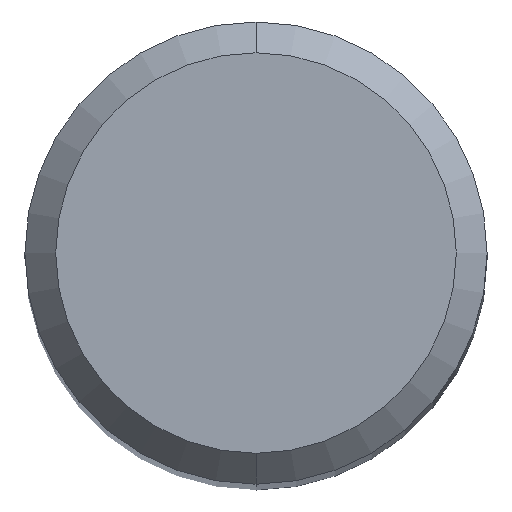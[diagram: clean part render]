
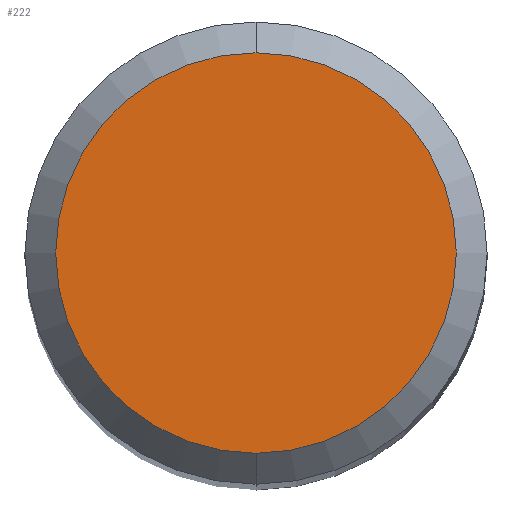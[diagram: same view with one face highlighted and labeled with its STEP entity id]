
A CAD part, top view. The second image highlights one B-rep face of the part: STEP entity #222.
In plain terms, the highlighted planar face has unit normal (0, 0, 1).
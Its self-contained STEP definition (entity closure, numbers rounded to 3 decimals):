
#114=EDGE_CURVE('',#186,#236,#280,.T.);
#186=VERTEX_POINT('',#362);
#206=EDGE_CURVE('',#236,#186,#385,.T.);
#222=ADVANCED_FACE('',(#403),#404,.T.);
#236=VERTEX_POINT('',#419);
#280=CIRCLE('',#461,2.6);
#362=CARTESIAN_POINT('',(0.0,2.6,0.0));
#385=CIRCLE('',#587,2.6);
#403=FACE_OUTER_BOUND('',#611,.T.);
#404=PLANE('',#612);
#419=CARTESIAN_POINT('',(0.,-2.6,0.0));
#461=AXIS2_PLACEMENT_3D('',#668,#669,#670);
#587=AXIS2_PLACEMENT_3D('',#812,#813,#814);
#611=EDGE_LOOP('',(#840,#841));
#612=AXIS2_PLACEMENT_3D('',#842,#843,#844);
#668=CARTESIAN_POINT('',(0.0,0.0,0.0));
#669=DIRECTION('',(0.0,0.0,-1.0));
#670=DIRECTION('',(0.0,1.0,0.0));
#812=CARTESIAN_POINT('',(0.0,0.0,0.0));
#813=DIRECTION('',(0.0,0.0,-1.0));
#814=DIRECTION('',(0.0,1.0,0.0));
#840=ORIENTED_EDGE('',*,*,#114,.F.);
#841=ORIENTED_EDGE('',*,*,#206,.F.);
#842=CARTESIAN_POINT('',(0.0,1.3,0.0));
#843=DIRECTION('',(-0.0,0.0,1.0));
#844=DIRECTION('',(0.0,-1.0,0.0));
